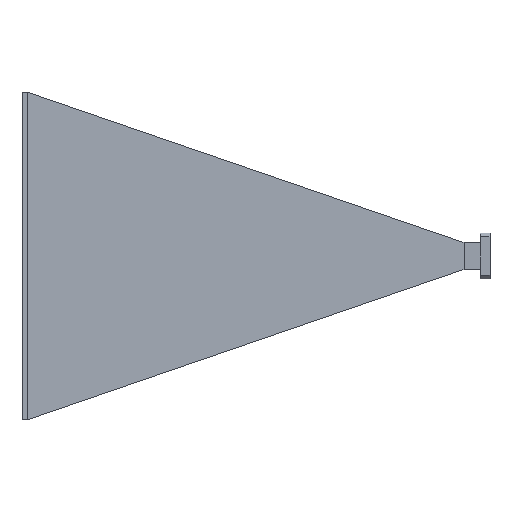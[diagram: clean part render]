
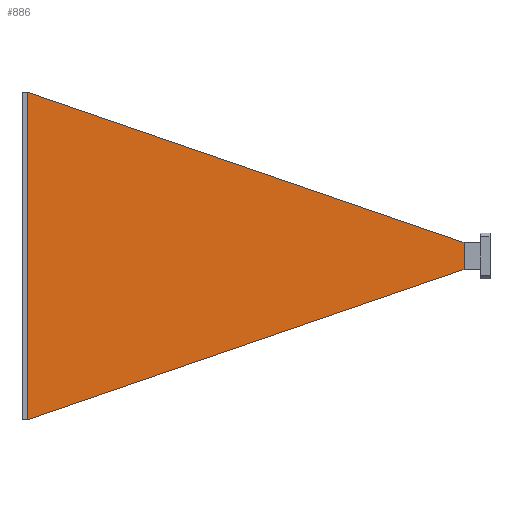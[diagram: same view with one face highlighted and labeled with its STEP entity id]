
A CAD part, front view. The second image highlights one B-rep face of the part: STEP entity #886.
In plain terms, the highlighted planar face has unit normal (0.05, -0.999, 0).
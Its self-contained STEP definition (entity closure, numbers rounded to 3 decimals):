
#10 = CARTESIAN_POINT ( 'NONE',  ( -189.971, -6.192, 98.826 ) ) ;
#14 = CARTESIAN_POINT ( 'NONE',  ( -189.971, -6.192, -61.194 ) ) ;
#50 = EDGE_CURVE ( 'NONE', #1026, #785, #525, .T. ) ;
#95 = AXIS2_PLACEMENT_3D ( 'NONE', #394, #750, #379 ) ;
#97 = DIRECTION ( 'NONE',  ( -0.945, -0.048, -0.325 ) ) ;
#114 = LINE ( 'NONE', #385, #294 ) ;
#150 = EDGE_CURVE ( 'NONE', #323, #785, #820, .T. ) ;
#162 = VERTEX_POINT ( 'NONE', #512 ) ;
#197 = DIRECTION ( 'NONE',  ( 0., 0., 1. ) ) ;
#265 = CARTESIAN_POINT ( 'NONE',  ( -189.971, -6.192, 45.486 ) ) ;
#294 = VECTOR ( 'NONE', #392, 1000. ) ;
#295 = CARTESIAN_POINT ( 'NONE',  ( 23.389, 4.539, 12.212 ) ) ;
#303 = EDGE_CURVE ( 'NONE', #1026, #162, #1004, .T. ) ;
#323 = VERTEX_POINT ( 'NONE', #372 ) ;
#372 = CARTESIAN_POINT ( 'NONE',  ( -189.971, -6.192, 98.826 ) ) ;
#379 = DIRECTION ( 'NONE',  ( -0.999, -0.05, 0. ) ) ;
#385 = CARTESIAN_POINT ( 'NONE',  ( 23.389, 4.539, 25.42 ) ) ;
#392 = DIRECTION ( 'NONE',  ( -0.945, -0.048, 0.325 ) ) ;
#394 = CARTESIAN_POINT ( 'NONE',  ( 31.421, 4.943, 18.816 ) ) ;
#512 = CARTESIAN_POINT ( 'NONE',  ( 23.389, 4.539, 25.42 ) ) ;
#525 = LINE ( 'NONE', #890, #764 ) ;
#567 = ORIENTED_EDGE ( 'NONE', *, *, #150, .T. ) ;
#687 = EDGE_CURVE ( 'NONE', #162, #323, #114, .T. ) ;
#724 = FACE_OUTER_BOUND ( 'NONE', #1101, .T. ) ;
#750 = DIRECTION ( 'NONE',  ( -0.05, 0.999, 0. ) ) ;
#764 = VECTOR ( 'NONE', #97, 1000. ) ;
#785 = VERTEX_POINT ( 'NONE', #14 ) ;
#786 = CARTESIAN_POINT ( 'NONE',  ( -189.971, -6.192, -7.854 ) ) ;
#820 = B_SPLINE_CURVE_WITH_KNOTS ( 'NONE', 3,
 ( #10, #265, #786, #1134 ),
 .UNSPECIFIED., .F., .F.,
 ( 4, 4 ),
 ( 0., 1. ),
 .UNSPECIFIED. ) ;
#886 = ADVANCED_FACE ( 'NONE', ( #724 ), #921, .F. ) ;
#889 = ORIENTED_EDGE ( 'NONE', *, *, #303, .T. ) ;
#890 = CARTESIAN_POINT ( 'NONE',  ( 23.389, 4.539, 12.212 ) ) ;
#921 = PLANE ( 'NONE',  #95 ) ;
#951 = VECTOR ( 'NONE', #197, 1000. ) ;
#988 = CARTESIAN_POINT ( 'NONE',  ( 23.389, 4.539, 18.816 ) ) ;
#1004 = LINE ( 'NONE', #988, #951 ) ;
#1026 = VERTEX_POINT ( 'NONE', #295 ) ;
#1031 = ORIENTED_EDGE ( 'NONE', *, *, #50, .F. ) ;
#1048 = ORIENTED_EDGE ( 'NONE', *, *, #687, .T. ) ;
#1101 = EDGE_LOOP ( 'NONE', ( #1048, #567, #1031, #889 ) ) ;
#1134 = CARTESIAN_POINT ( 'NONE',  ( -189.971, -6.192, -61.194 ) ) ;
